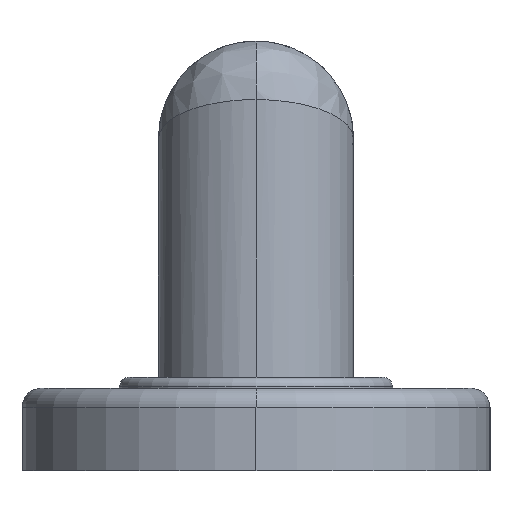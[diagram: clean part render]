
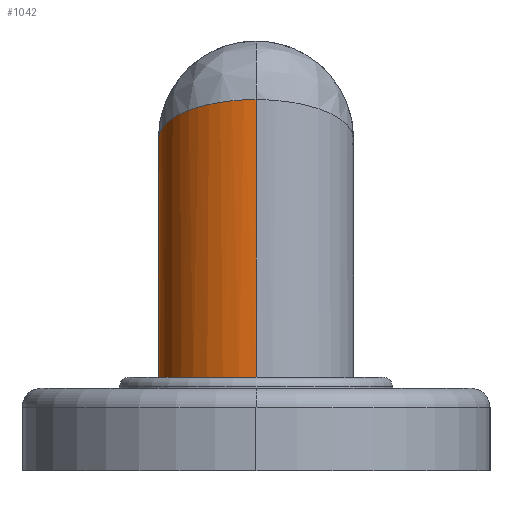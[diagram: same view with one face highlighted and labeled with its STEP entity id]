
A CAD part, left-side view. The second image highlights one B-rep face of the part: STEP entity #1042.
In plain terms, the highlighted cylindrical face has radius 15.875 mm (diameter 31.75 mm), a partial arc.
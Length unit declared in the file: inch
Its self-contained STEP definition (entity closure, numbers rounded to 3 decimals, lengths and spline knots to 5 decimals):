
#136=CARTESIAN_POINT('',(0.,0.,0.6));
#137=DIRECTION('',(0.,0.,-1.));
#138=DIRECTION('',(-1.,0.,0.));
#139=AXIS2_PLACEMENT_3D('',#136,#137,#138);
#141=CARTESIAN_POINT('',(0.625,0.,
1.443));
#142=CARTESIAN_POINT('',(0.625,0.0156,1.443));
#143=CARTESIAN_POINT('',(0.62383,0.04705,1.44429));
#144=CARTESIAN_POINT('',(0.61843,0.09461,1.45023));
#145=CARTESIAN_POINT('',(0.6092,0.14254,1.46037));
#146=CARTESIAN_POINT('',(0.59591,0.19072,1.47498));
#147=CARTESIAN_POINT('',(0.57819,0.23925,1.49445));
#148=CARTESIAN_POINT('',(0.55562,0.28794,1.51926));
#149=CARTESIAN_POINT('',(0.5277,0.33653,1.54995));
#150=CARTESIAN_POINT('',(0.4939,0.38456,1.5871));
#151=CARTESIAN_POINT('',(0.45375,0.43135,1.63124));
#152=CARTESIAN_POINT('',(0.40686,0.47597,1.68278));
#153=CARTESIAN_POINT('',(0.35307,0.51727,1.7419));
#154=CARTESIAN_POINT('',(0.29251,0.55389,1.80847));
#155=CARTESIAN_POINT('',(0.22571,0.58441,1.8819));
#156=CARTESIAN_POINT('',(0.15368,0.60742,1.96107));
#157=CARTESIAN_POINT('',(0.07775,0.62176,2.04453));
#158=CARTESIAN_POINT('',(0.0261,0.625,2.10131));
#159=CARTESIAN_POINT('',(0.,0.625,2.13));
#161=CARTESIAN_POINT('',(-0.625,0.,2.38));
#162=CARTESIAN_POINT('',(-0.625,0.01949,
2.38));
#163=CARTESIAN_POINT('',(-0.62317,0.05853,
2.37926));
#164=CARTESIAN_POINT('',(-0.61495,0.11666,
2.37598));
#165=CARTESIAN_POINT('',(-0.60127,0.17397,
2.37051));
#166=CARTESIAN_POINT('',(-0.58214,0.23003,
2.36285));
#167=CARTESIAN_POINT('',(-0.55763,0.28437,2.35306));
#168=CARTESIAN_POINT('',(-0.52783,0.3365,
2.34112));
#169=CARTESIAN_POINT('',(-0.49285,0.38594,
2.32715));
#170=CARTESIAN_POINT('',(-0.45289,0.43217,
2.31115));
#171=CARTESIAN_POINT('',(-0.40818,0.47465,
2.29327));
#172=CARTESIAN_POINT('',(-0.35905,0.51284,
2.27363));
#173=CARTESIAN_POINT('',(-0.3059,0.54624,
2.25235));
#174=CARTESIAN_POINT('',(-0.24923,0.57433,
2.22969));
#175=CARTESIAN_POINT('',(-0.18962,0.59668,
2.20586));
#176=CARTESIAN_POINT('',(-0.12773,0.61292,
2.18108));
#177=CARTESIAN_POINT('',(-0.06431,0.62279,
2.15572));
#178=CARTESIAN_POINT('',(-0.02144,0.625,
2.13865));
#179=CARTESIAN_POINT('',(0.,0.625,2.13));
#181=DIRECTION('',(0.,0.,-1.));
#182=VECTOR('',#181,1.78);
#183=CARTESIAN_POINT('',(-0.625,0.,2.38));
#184=LINE('',#183,#182);
#326=DIRECTION('',(0.,0.,-1.));
#327=VECTOR('',#326,0.843);
#328=CARTESIAN_POINT('',(0.625,0.,
1.443));
#329=LINE('',#328,#327);
#710=CARTESIAN_POINT('',(-0.625,0.,2.38));
#712=VERTEX_POINT('',#710);
#718=VERTEX_POINT('',#141);
#719=VERTEX_POINT('',#159);
#734=CARTESIAN_POINT('',(0.625,0.,0.6));
#735=CARTESIAN_POINT('',(-0.625,0.,0.6));
#736=VERTEX_POINT('',#734);
#737=VERTEX_POINT('',#735);
#1026=CARTESIAN_POINT('',(0.,0.,2.13));
#1027=DIRECTION('',(0.,0.,-1.));
#1028=DIRECTION('',(1.,0.,0.));
#1029=AXIS2_PLACEMENT_3D('',#1026,#1027,#1028);
#1030=CYLINDRICAL_SURFACE('',#1029,0.625);
#1032=ORIENTED_EDGE('',*,*,#1031,.T.);
#1034=ORIENTED_EDGE('',*,*,#1033,.F.);
#1035=ORIENTED_EDGE('',*,*,#1018,.T.);
#1037=ORIENTED_EDGE('',*,*,#1036,.F.);
#1039=ORIENTED_EDGE('',*,*,#1038,.T.);
#1040=EDGE_LOOP('',(#1032,#1034,#1035,#1037,#1039));
#1041=FACE_OUTER_BOUND('',#1040,.F.);
#1042=ADVANCED_FACE('',(#1041),#1030,.T.);
#140=CIRCLE('',#139,0.625);
#160=B_SPLINE_CURVE_WITH_KNOTS('',3,(#141,#142,#143,#144,#145,#146,#147,#148,
#149,#150,#151,#152,#153,#154,#155,#156,#157,#158,#159),.UNSPECIFIED.,.F.,.F.,
(4,1,1,1,1,1,1,1,1,1,1,1,1,1,1,1,4),(0.,0.0625,0.125,0.1875,0.25,
0.3125,0.375,0.4375,0.5,0.5625,0.625,0.6875,0.75,0.8125,
0.875,0.9375,1.),.UNSPECIFIED.);
#180=B_SPLINE_CURVE_WITH_KNOTS('',3,(#161,#162,#163,#164,#165,#166,#167,#168,
#169,#170,#171,#172,#173,#174,#175,#176,#177,#178,#179),.UNSPECIFIED.,.F.,.F.,
(4,1,1,1,1,1,1,1,1,1,1,1,1,1,1,1,4),(0.,0.0625,0.125,0.1875,0.25,
0.3125,0.375,0.4375,0.5,0.5625,0.625,0.6875,0.75,0.8125,
0.875,0.9375,1.),.UNSPECIFIED.);
#1018=EDGE_CURVE('',#718,#719,#160,.T.);
#1031=EDGE_CURVE('',#737,#736,#140,.T.);
#1033=EDGE_CURVE('',#718,#736,#329,.T.);
#1036=EDGE_CURVE('',#712,#719,#180,.T.);
#1038=EDGE_CURVE('',#712,#737,#184,.T.);
